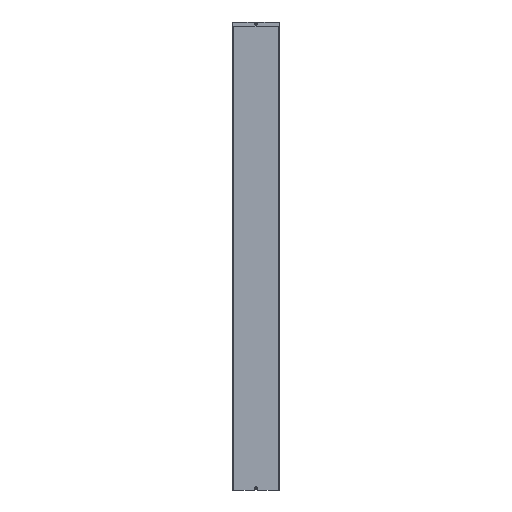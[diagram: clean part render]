
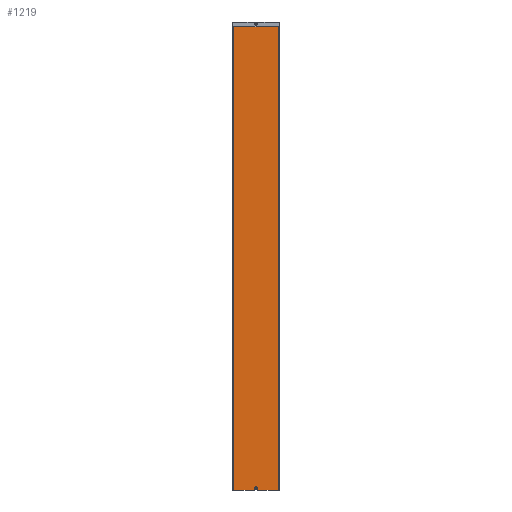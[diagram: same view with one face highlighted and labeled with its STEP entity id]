
A CAD part, front view. The second image highlights one B-rep face of the part: STEP entity #1219.
In plain terms, the highlighted planar face has unit normal (0, -1, 0).
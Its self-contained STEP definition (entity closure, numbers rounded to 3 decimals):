
#102 = VERTEX_POINT ( 'NONE', #1160 ) ;
#164 = ORIENTED_EDGE ( 'NONE', *, *, #8262, .T. ) ;
#308 = CARTESIAN_POINT ( 'NONE',  ( -149., 0., -2969. ) ) ;
#457 = LINE ( 'NONE', #3320, #7578 ) ;
#689 = LINE ( 'NONE', #1774, #4797 ) ;
#735 = DIRECTION ( 'NONE',  ( 0., -1., 0. ) ) ;
#773 = VERTEX_POINT ( 'NONE', #2378 ) ;
#866 = CARTESIAN_POINT ( 'NONE',  ( -149., 0., 0. ) ) ;
#1160 = CARTESIAN_POINT ( 'NONE',  ( 149., 0., -2969. ) ) ;
#1174 = DIRECTION ( 'NONE',  ( 0., -1., 0. ) ) ;
#1206 = CARTESIAN_POINT ( 'NONE',  ( -149., 0., 0. ) ) ;
#1219 = ADVANCED_FACE ( 'NONE', ( #6159, #7963 ), #3964, .T. ) ;
#1366 = ORIENTED_EDGE ( 'NONE', *, *, #8212, .T. ) ;
#1414 = EDGE_CURVE ( 'NONE', #102, #6182, #1630, .T. ) ;
#1433 = VECTOR ( 'NONE', #4141, 1000. ) ;
#1456 = CARTESIAN_POINT ( 'NONE',  ( 0., 0., -2955. ) ) ;
#1466 = LINE ( 'NONE', #866, #6976 ) ;
#1570 = VERTEX_POINT ( 'NONE', #5002 ) ;
#1576 = EDGE_CURVE ( 'NONE', #773, #8599, #8250, .T. ) ;
#1630 = LINE ( 'NONE', #4860, #3960 ) ;
#1632 = LINE ( 'NONE', #6529, #3448 ) ;
#1699 = ORIENTED_EDGE ( 'NONE', *, *, #4655, .F. ) ;
#1700 = DIRECTION ( 'NONE',  ( 1., 0., 0. ) ) ;
#1728 = CARTESIAN_POINT ( 'NONE',  ( 149., 0., 0. ) ) ;
#1774 = CARTESIAN_POINT ( 'NONE',  ( 11.207, 0., -2969. ) ) ;
#1900 = CARTESIAN_POINT ( 'NONE',  ( -111.749, 0., 0. ) ) ;
#1988 = VERTEX_POINT ( 'NONE', #3623 ) ;
#2004 = CIRCLE ( 'NONE', #5442, 0.5 ) ;
#2090 = ORIENTED_EDGE ( 'NONE', *, *, #5508, .T. ) ;
#2156 = DIRECTION ( 'NONE',  ( 0., 0., 1. ) ) ;
#2169 = ORIENTED_EDGE ( 'NONE', *, *, #3567, .F. ) ;
#2235 = VECTOR ( 'NONE', #5839, 1000. ) ;
#2265 = CARTESIAN_POINT ( 'NONE',  ( -10.5, 0., -2969. ) ) ;
#2344 = LINE ( 'NONE', #8332, #6223 ) ;
#2378 = CARTESIAN_POINT ( 'NONE',  ( -10.854, 0., -2968.646 ) ) ;
#2405 = EDGE_CURVE ( 'NONE', #8599, #3181, #2344, .T. ) ;
#2427 = CARTESIAN_POINT ( 'NONE',  ( 10.5, 0., -2969. ) ) ;
#2479 = AXIS2_PLACEMENT_3D ( 'NONE', #6951, #2825, #7640 ) ;
#2598 = CARTESIAN_POINT ( 'NONE',  ( -11.414, 0., -2969. ) ) ;
#2603 = CARTESIAN_POINT ( 'NONE',  ( -37.25, 0., 0. ) ) ;
#2806 = AXIS2_PLACEMENT_3D ( 'NONE', #5308, #1174, #6007 ) ;
#2825 = DIRECTION ( 'NONE',  ( 0., 1., 0. ) ) ;
#2961 = DIRECTION ( 'NONE',  ( 0., 0., 1. ) ) ;
#3061 = CIRCLE ( 'NONE', #8213, 7.3 ) ;
#3069 = CARTESIAN_POINT ( 'NONE',  ( -11.061, 0., -2968.854 ) ) ;
#3114 = VERTEX_POINT ( 'NONE', #6494 ) ;
#3120 = DIRECTION ( 'NONE',  ( 0., 0., 1. ) ) ;
#3181 = VERTEX_POINT ( 'NONE', #7910 ) ;
#3288 = CARTESIAN_POINT ( 'NONE',  ( 0., 0., 0. ) ) ;
#3307 = DIRECTION ( 'NONE',  ( 1., 0., 0. ) ) ;
#3320 = CARTESIAN_POINT ( 'NONE',  ( -11.207, 0., -2969. ) ) ;
#3352 = CARTESIAN_POINT ( 'NONE',  ( 0., 0., -2962.3 ) ) ;
#3382 = EDGE_CURVE ( 'NONE', #3114, #6182, #1466, .T. ) ;
#3448 = VECTOR ( 'NONE', #1700, 1000. ) ;
#3567 = EDGE_CURVE ( 'NONE', #8367, #8795, #4052, .T. ) ;
#3615 = EDGE_CURVE ( 'NONE', #3181, #4710, #2004, .T. ) ;
#3616 = ORIENTED_EDGE ( 'NONE', *, *, #5229, .T. ) ;
#3623 = CARTESIAN_POINT ( 'NONE',  ( 0., 0., -2947.7 ) ) ;
#3898 = ORIENTED_EDGE ( 'NONE', *, *, #1414, .T. ) ;
#3960 = VECTOR ( 'NONE', #5569, 1000. ) ;
#3964 = PLANE ( 'NONE',  #4480 ) ;
#4052 = LINE ( 'NONE', #308, #2235 ) ;
#4055 = ORIENTED_EDGE ( 'NONE', *, *, #2405, .T. ) ;
#4062 = ORIENTED_EDGE ( 'NONE', *, *, #1576, .T. ) ;
#4141 = DIRECTION ( 'NONE',  ( 1., 0., 0. ) ) ;
#4218 = CIRCLE ( 'NONE', #2479, 7.3 ) ;
#4480 = AXIS2_PLACEMENT_3D ( 'NONE', #7436, #8753, #3307 ) ;
#4542 = AXIS2_PLACEMENT_3D ( 'NONE', #4858, #735, #5565 ) ;
#4639 = ORIENTED_EDGE ( 'NONE', *, *, #7187, .T. ) ;
#4655 = EDGE_CURVE ( 'NONE', #8795, #3114, #6525, .T. ) ;
#4710 = VERTEX_POINT ( 'NONE', #6910 ) ;
#4797 = VECTOR ( 'NONE', #7339, 1000. ) ;
#4858 = CARTESIAN_POINT ( 'NONE',  ( -11.414, 0., -2968.5 ) ) ;
#4860 = CARTESIAN_POINT ( 'NONE',  ( 149., 0., -2969. ) ) ;
#4916 = AXIS2_PLACEMENT_3D ( 'NONE', #2265, #7087, #2961 ) ;
#5002 = CARTESIAN_POINT ( 'NONE',  ( 11.414, 0., -2969. ) ) ;
#5213 = VERTEX_POINT ( 'NONE', #2598 ) ;
#5229 = EDGE_CURVE ( 'NONE', #8641, #773, #457, .T. ) ;
#5252 = CARTESIAN_POINT ( 'NONE',  ( 11.061, 0., -2968.854 ) ) ;
#5308 = CARTESIAN_POINT ( 'NONE',  ( 11.414, 0., -2968.5 ) ) ;
#5341 = CARTESIAN_POINT ( 'NONE',  ( -136.583, 0., 0. ) ) ;
#5442 = AXIS2_PLACEMENT_3D ( 'NONE', #2427, #7246, #3120 ) ;
#5508 = EDGE_CURVE ( 'NONE', #7657, #1988, #4218, .T. ) ;
#5565 = DIRECTION ( 'NONE',  ( 1., 0., 0. ) ) ;
#5569 = DIRECTION ( 'NONE',  ( 0., 0., 1. ) ) ;
#5585 = ORIENTED_EDGE ( 'NONE', *, *, #8819, .T. ) ;
#5608 = CARTESIAN_POINT ( 'NONE',  ( -149., 0., -2969. ) ) ;
#5625 = DIRECTION ( 'NONE',  ( 1., 0., 0. ) ) ;
#5702 = DIRECTION ( 'NONE',  ( 1., 0., 0. ) ) ;
#5806 = EDGE_LOOP ( 'NONE', ( #4639, #5585, #1366, #3898, #7529, #1699, #2169, #7633, #164, #3616, #4062, #4055, #8059 ) ) ;
#5812 = ORIENTED_EDGE ( 'NONE', *, *, #8341, .T. ) ;
#5839 = DIRECTION ( 'NONE',  ( 0., 0., 1. ) ) ;
#6007 = DIRECTION ( 'NONE',  ( 1., 0., 0. ) ) ;
#6159 = FACE_BOUND ( 'NONE', #7385, .T. ) ;
#6174 = EDGE_CURVE ( 'NONE', #8367, #5213, #1632, .T. ) ;
#6178 = CIRCLE ( 'NONE', #2806, 0.5 ) ;
#6182 = VERTEX_POINT ( 'NONE', #1728 ) ;
#6223 = VECTOR ( 'NONE', #5625, 1000. ) ;
#6301 = DIRECTION ( 'NONE',  ( 0., 1., 0. ) ) ;
#6346 = VERTEX_POINT ( 'NONE', #5252 ) ;
#6494 = CARTESIAN_POINT ( 'NONE',  ( 0., 0., 0. ) ) ;
#6525 = B_SPLINE_CURVE_WITH_KNOTS ( 'NONE', 3,
 ( #1206, #5341, #1900, #6728, #2603, #7418, #3288 ),
 .UNSPECIFIED., .F., .F.,
 ( 4, 1, 1, 1, 4 ),
 ( 0., 0.25, 0.5, 0.75, 1. ),
 .UNSPECIFIED. ) ;
#6529 = CARTESIAN_POINT ( 'NONE',  ( -150., 0., -2969. ) ) ;
#6728 = CARTESIAN_POINT ( 'NONE',  ( -74.499, 0., 0. ) ) ;
#6910 = CARTESIAN_POINT ( 'NONE',  ( 10.854, 0., -2968.646 ) ) ;
#6951 = CARTESIAN_POINT ( 'NONE',  ( 0., 0., -2955. ) ) ;
#6976 = VECTOR ( 'NONE', #5702, 1000. ) ;
#7087 = DIRECTION ( 'NONE',  ( 0., 1., 0. ) ) ;
#7139 = CARTESIAN_POINT ( 'NONE',  ( -10.5, 0., -2968.5 ) ) ;
#7187 = EDGE_CURVE ( 'NONE', #4710, #6346, #689, .T. ) ;
#7246 = DIRECTION ( 'NONE',  ( 0., 1., 0. ) ) ;
#7328 = CARTESIAN_POINT ( 'NONE',  ( -149., 0., 0. ) ) ;
#7339 = DIRECTION ( 'NONE',  ( 0.707, 0., -0.707 ) ) ;
#7385 = EDGE_LOOP ( 'NONE', ( #5812, #2090 ) ) ;
#7418 = CARTESIAN_POINT ( 'NONE',  ( -12.417, 0., 0. ) ) ;
#7436 = CARTESIAN_POINT ( 'NONE',  ( 150., 0., -2969. ) ) ;
#7529 = ORIENTED_EDGE ( 'NONE', *, *, #3382, .F. ) ;
#7578 = VECTOR ( 'NONE', #8116, 1000. ) ;
#7633 = ORIENTED_EDGE ( 'NONE', *, *, #6174, .T. ) ;
#7640 = DIRECTION ( 'NONE',  ( 0., 0., 1. ) ) ;
#7657 = VERTEX_POINT ( 'NONE', #3352 ) ;
#7910 = CARTESIAN_POINT ( 'NONE',  ( 10.5, 0., -2968.5 ) ) ;
#7963 = FACE_OUTER_BOUND ( 'NONE', #5806, .T. ) ;
#8059 = ORIENTED_EDGE ( 'NONE', *, *, #3615, .T. ) ;
#8116 = DIRECTION ( 'NONE',  ( 0.707, 0., 0.707 ) ) ;
#8212 = EDGE_CURVE ( 'NONE', #1570, #102, #8536, .T. ) ;
#8213 = AXIS2_PLACEMENT_3D ( 'NONE', #1456, #6301, #2156 ) ;
#8250 = CIRCLE ( 'NONE', #4916, 0.5 ) ;
#8262 = EDGE_CURVE ( 'NONE', #5213, #8641, #8306, .T. ) ;
#8306 = CIRCLE ( 'NONE', #4542, 0.5 ) ;
#8332 = CARTESIAN_POINT ( 'NONE',  ( -150., 0., -2968.5 ) ) ;
#8341 = EDGE_CURVE ( 'NONE', #1988, #7657, #3061, .T. ) ;
#8367 = VERTEX_POINT ( 'NONE', #5608 ) ;
#8536 = LINE ( 'NONE', #8923, #1433 ) ;
#8599 = VERTEX_POINT ( 'NONE', #7139 ) ;
#8641 = VERTEX_POINT ( 'NONE', #3069 ) ;
#8753 = DIRECTION ( 'NONE',  ( 0., -1., 0. ) ) ;
#8795 = VERTEX_POINT ( 'NONE', #7328 ) ;
#8819 = EDGE_CURVE ( 'NONE', #6346, #1570, #6178, .T. ) ;
#8923 = CARTESIAN_POINT ( 'NONE',  ( -150., 0., -2969. ) ) ;
